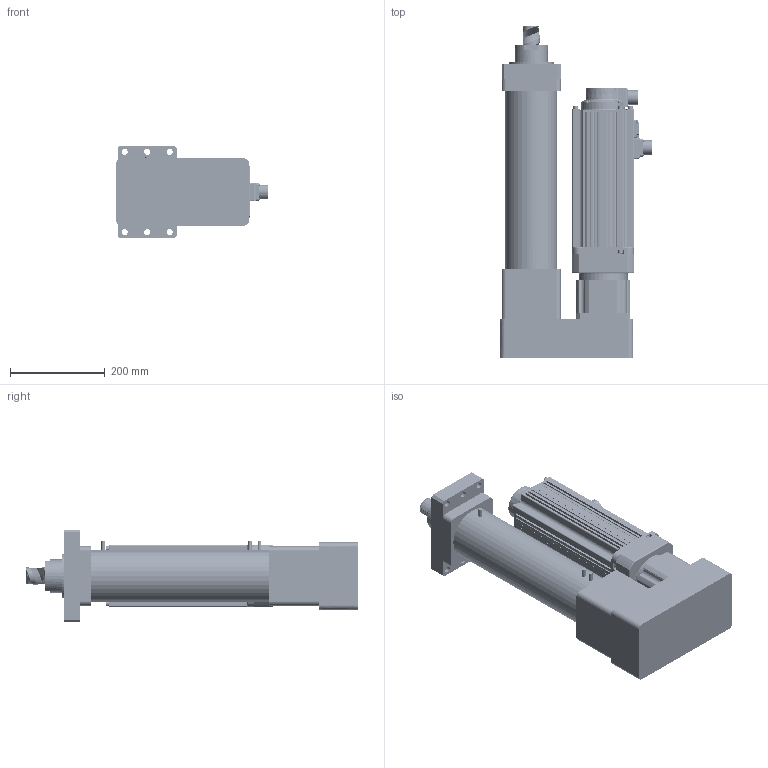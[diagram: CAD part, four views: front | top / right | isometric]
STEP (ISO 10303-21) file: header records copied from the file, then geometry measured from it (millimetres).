
FILE_DESCRIPTION (( 'STEP AP203' ), '1' );
FILE_NAME ('RLB110-10QF-59KN-R250-71mm-s.STEP', '2025-01-14T05:56:46', ( '微软用户' ), ( '微软中国' ), 'SwSTEP 2.0', 'SolidWorks 2022', '' );
FILE_SCHEMA (( 'CONFIG_CONTROL_DESIGN' ));
Length unit declared in the file: millimetre
Products named in the file (36): 31090609_3.stp; 22061335_31.stp; 31090121_39.stp; 22010922_1.stp; 22060231_40.stp; 31100288_31.stp; 15050948_52_1.stp; 15050947_31.stp; 15050948_52_2.stp; PGH115-L1-24-110-145-M8-A32; 31070585_4.stp; 22050004_14.stp; 22050017_31.stp; 31090149_ASM_6_ASM-0.stp; 01112723_ASM_3_ASM.stp; 31100134_50.stp; RLB110-10QF-59KN-R250-71mm-s; 22061337-1_31.stp; 5KW-3000带刹车; 31100061_7.stp; 00_ASM_1_AF0_ASM_32_ASM.stp; M310001_1_AF0_32.stp; 15050948_52_ASM.stp; 110缸行程250折叠前法兰安装; 22060808_7.stp; 31010544_ASM_3_ASM.stp; 31090149_ASM_6_ASM.stp; 22061337_ASM_31_ASM.stp; M320001_1_AF0_32.stp; 31100223_8.stp; 5KW3000.stp; 31100148_50.stp; 22061337-2_31.stp; 31040434_ASM_3_ASM.stp; 000_28.stp; 31100089_32.stp
Assembly tree (55 placements, depth 7):
  RLB110-10QF-59KN-R250-71mm-s
    110缸行程250折叠前法兰安装
    5KW-3000带刹车
      5KW3000.stp
        01112723_ASM_3_ASM.stp
          31010544_ASM_3_ASM.stp
            15050948_52_ASM.stp
              15050948_52_1.stp
              15050948_52_2.stp
            31090609_3.stp
            31100148_50.stp
            31100134_50.stp
            000_28.stp
          31040434_ASM_3_ASM.stp
            31070585_4.stp
            31090121_39.stp
          31090149_ASM_6_ASM.stp
            00_ASM_1_AF0_ASM_32_ASM.stp
              M320001_1_AF0_32.stp
              M310001_1_AF0_32.stp
            31090149_ASM_6_ASM-0.stp
          22061337_ASM_31_ASM.stp  x4
            22061337-1_31.stp
            22061337-2_31.stp
          22050004_14.stp  x2
          31100288_31.stp
          15050947_31.stp
          22061335_31.stp  x4
          22050017_31.stp  x8
          22060231_40.stp  x4
          31100089_32.stp
          31100061_7.stp
          31100223_8.stp
          22060808_7.stp  x4
          22010922_1.stp
    PGH115-L1-24-110-145-M8-A32
Bounding box: 319.4 x 701 x 195 mm (x, y, z)
Volume: 8656638.6 mm3; surface area: 1376854.6 mm2
Topology: 66 solids, 95 shells, 4648 faces, 11489 edges, 7079 vertices
Faces by surface type: cylinder 1807, plane 1419, torus 542, cone 419, bspline 363, sphere 98
Entity records: 172125 total; most frequent: CARTESIAN_POINT 75405, ORIENTED_EDGE 19624, DIRECTION 19227, EDGE_CURVE 9870, AXIS2_PLACEMENT_3D 7693, VERTEX_POINT 6162, EDGE_LOOP 4326, CIRCLE 4012
